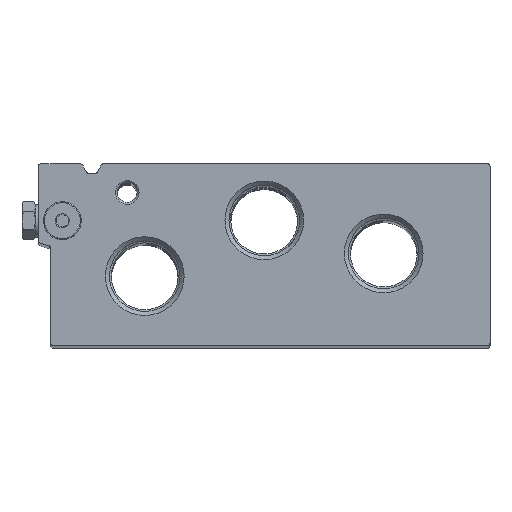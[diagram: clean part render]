
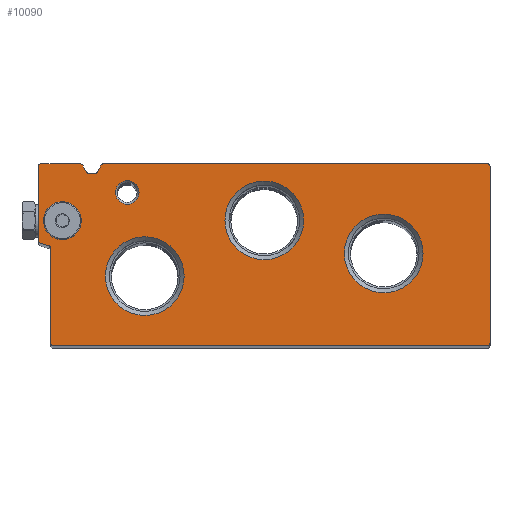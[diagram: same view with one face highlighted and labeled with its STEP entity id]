
A CAD part, top view. The second image highlights one B-rep face of the part: STEP entity #10090.
In plain terms, the highlighted face is planar.
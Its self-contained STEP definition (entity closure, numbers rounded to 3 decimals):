
#94=PLANE('',#11476);
#599=LINE('',#17225,#1137);
#604=LINE('',#17248,#1142);
#608=LINE('',#17260,#1146);
#614=LINE('',#17286,#1152);
#670=LINE('',#17466,#1208);
#674=LINE('',#17478,#1212);
#678=LINE('',#17490,#1216);
#682=LINE('',#17502,#1220);
#764=LINE('',#17942,#1302);
#1137=VECTOR('',#12676,1000.);
#1142=VECTOR('',#12697,1000.);
#1146=VECTOR('',#12709,1000.);
#1152=VECTOR('',#12737,1000.);
#1208=VECTOR('',#12865,1000.);
#1212=VECTOR('',#12877,1000.);
#1216=VECTOR('',#12889,1000.);
#1220=VECTOR('',#12901,1000.);
#1302=VECTOR('',#13263,1000.);
#2367=ORIENTED_EDGE('',*,*,#4839,.T.);
#2368=ORIENTED_EDGE('',*,*,#4840,.T.);
#2369=ORIENTED_EDGE('',*,*,#4841,.T.);
#2370=ORIENTED_EDGE('',*,*,#4842,.T.);
#2371=ORIENTED_EDGE('',*,*,#4843,.T.);
#2372=ORIENTED_EDGE('',*,*,#4471,.F.);
#2373=ORIENTED_EDGE('',*,*,#4832,.F.);
#2374=ORIENTED_EDGE('',*,*,#4829,.F.);
#2375=ORIENTED_EDGE('',*,*,#4612,.F.);
#2376=ORIENTED_EDGE('',*,*,#4609,.F.);
#2377=ORIENTED_EDGE('',*,*,#4606,.T.);
#2378=ORIENTED_EDGE('',*,*,#4603,.F.);
#2379=ORIENTED_EDGE('',*,*,#4600,.T.);
#2380=ORIENTED_EDGE('',*,*,#4597,.F.);
#2381=ORIENTED_EDGE('',*,*,#4594,.F.);
#2382=ORIENTED_EDGE('',*,*,#4591,.F.);
#2383=ORIENTED_EDGE('',*,*,#4504,.F.);
#2384=ORIENTED_EDGE('',*,*,#4501,.F.);
#2385=ORIENTED_EDGE('',*,*,#4497,.F.);
#2386=ORIENTED_EDGE('',*,*,#4494,.F.);
#2387=ORIENTED_EDGE('',*,*,#4491,.T.);
#2388=ORIENTED_EDGE('',*,*,#4488,.F.);
#2389=ORIENTED_EDGE('',*,*,#4485,.F.);
#2390=ORIENTED_EDGE('',*,*,#4482,.F.);
#2391=ORIENTED_EDGE('',*,*,#4475,.F.);
#4471=EDGE_CURVE('',#5726,#5727,#599,.T.);
#4475=EDGE_CURVE('',#5727,#5730,#6579,.T.);
#4482=EDGE_CURVE('',#5730,#5736,#604,.T.);
#4485=EDGE_CURVE('',#5736,#5738,#6585,.T.);
#4488=EDGE_CURVE('',#5738,#5740,#608,.T.);
#4491=EDGE_CURVE('',#5742,#5740,#6587,.T.);
#4494=EDGE_CURVE('',#5742,#5744,#6589,.T.);
#4497=EDGE_CURVE('',#5744,#5746,#6591,.T.);
#4501=EDGE_CURVE('',#5746,#5749,#614,.T.);
#4504=EDGE_CURVE('',#5749,#5751,#6594,.T.);
#4591=EDGE_CURVE('',#5751,#5837,#670,.T.);
#4594=EDGE_CURVE('',#5837,#5839,#6628,.T.);
#4597=EDGE_CURVE('',#5839,#5841,#674,.T.);
#4600=EDGE_CURVE('',#5843,#5841,#6630,.T.);
#4603=EDGE_CURVE('',#5843,#5845,#678,.T.);
#4606=EDGE_CURVE('',#5847,#5845,#6632,.T.);
#4609=EDGE_CURVE('',#5847,#5849,#682,.T.);
#4612=EDGE_CURVE('',#5849,#5851,#6634,.T.);
#4829=EDGE_CURVE('',#5851,#6067,#764,.T.);
#4832=EDGE_CURVE('',#6067,#5726,#6772,.T.);
#4839=EDGE_CURVE('',#6074,#6074,#6779,.T.);
#4840=EDGE_CURVE('',#6075,#6075,#6780,.T.);
#4841=EDGE_CURVE('',#6076,#6076,#6781,.T.);
#4842=EDGE_CURVE('',#6077,#6077,#6782,.T.);
#4843=EDGE_CURVE('',#6078,#6078,#6783,.T.);
#5726=VERTEX_POINT('',#17226);
#5727=VERTEX_POINT('',#17227);
#5730=VERTEX_POINT('',#17235);
#5736=VERTEX_POINT('',#17249);
#5738=VERTEX_POINT('',#17255);
#5740=VERTEX_POINT('',#17261);
#5742=VERTEX_POINT('',#17267);
#5744=VERTEX_POINT('',#17273);
#5746=VERTEX_POINT('',#17279);
#5749=VERTEX_POINT('',#17287);
#5751=VERTEX_POINT('',#17293);
#5837=VERTEX_POINT('',#17467);
#5839=VERTEX_POINT('',#17473);
#5841=VERTEX_POINT('',#17479);
#5843=VERTEX_POINT('',#17485);
#5845=VERTEX_POINT('',#17491);
#5847=VERTEX_POINT('',#17497);
#5849=VERTEX_POINT('',#17503);
#5851=VERTEX_POINT('',#17509);
#6067=VERTEX_POINT('',#17943);
#6074=VERTEX_POINT('',#17963);
#6075=VERTEX_POINT('',#17965);
#6076=VERTEX_POINT('',#17967);
#6077=VERTEX_POINT('',#17969);
#6078=VERTEX_POINT('',#17971);
#6579=CIRCLE('',#11257,0.5);
#6585=CIRCLE('',#11265,0.5);
#6587=CIRCLE('',#11269,0.5);
#6589=CIRCLE('',#11272,150.);
#6591=CIRCLE('',#11275,0.5);
#6594=CIRCLE('',#11280,0.5);
#6628=CIRCLE('',#11316,0.5);
#6630=CIRCLE('',#11320,0.5);
#6632=CIRCLE('',#11324,0.5);
#6634=CIRCLE('',#11328,0.5);
#6772=CIRCLE('',#11468,0.5);
#6779=CIRCLE('',#11477,2.5);
#6780=CIRCLE('',#11478,2.5);
#6781=CIRCLE('',#11479,8.331);
#6782=CIRCLE('',#11480,8.331);
#6783=CIRCLE('',#11481,8.331);
#7440=EDGE_LOOP('',(#2367));
#7441=EDGE_LOOP('',(#2368));
#7442=EDGE_LOOP('',(#2369));
#7443=EDGE_LOOP('',(#2370));
#7444=EDGE_LOOP('',(#2371));
#7445=EDGE_LOOP('',(#2372,#2373,#2374,#2375,#2376,#2377,#2378,#2379,#2380,
#2381,#2382,#2383,#2384,#2385,#2386,#2387,#2388,#2389,#2390,#2391));
#8770=FACE_BOUND('',#7440,.T.);
#8771=FACE_BOUND('',#7441,.T.);
#8772=FACE_BOUND('',#7442,.T.);
#8773=FACE_BOUND('',#7443,.T.);
#8774=FACE_BOUND('',#7444,.T.);
#8775=FACE_BOUND('',#7445,.T.);
#10090=ADVANCED_FACE('',(#8770,#8771,#8772,#8773,#8774,#8775),#94,.F.);
#11257=AXIS2_PLACEMENT_3D('',#17234,#12682,#12683);
#11265=AXIS2_PLACEMENT_3D('',#17254,#12702,#12703);
#11269=AXIS2_PLACEMENT_3D('',#17266,#12714,#12715);
#11272=AXIS2_PLACEMENT_3D('',#17272,#12721,#12722);
#11275=AXIS2_PLACEMENT_3D('',#17278,#12728,#12729);
#11280=AXIS2_PLACEMENT_3D('',#17292,#12742,#12743);
#11316=AXIS2_PLACEMENT_3D('',#17472,#12870,#12871);
#11320=AXIS2_PLACEMENT_3D('',#17484,#12882,#12883);
#11324=AXIS2_PLACEMENT_3D('',#17496,#12894,#12895);
#11328=AXIS2_PLACEMENT_3D('',#17508,#12906,#12907);
#11468=AXIS2_PLACEMENT_3D('',#17948,#13268,#13269);
#11476=AXIS2_PLACEMENT_3D('',#17961,#13284,#13285);
#11477=AXIS2_PLACEMENT_3D('',#17962,#13286,#13287);
#11478=AXIS2_PLACEMENT_3D('',#17964,#13288,#13289);
#11479=AXIS2_PLACEMENT_3D('',#17966,#13290,#13291);
#11480=AXIS2_PLACEMENT_3D('',#17968,#13292,#13293);
#11481=AXIS2_PLACEMENT_3D('',#17970,#13294,#13295);
#12676=DIRECTION('',(0.,-1.,0.));
#12682=DIRECTION('',(0.,0.,1.));
#12683=DIRECTION('',(1.,0.,0.));
#12697=DIRECTION('',(1.,0.,0.));
#12702=DIRECTION('',(0.,0.,1.));
#12703=DIRECTION('',(1.,0.,0.));
#12709=DIRECTION('',(0.,1.,0.));
#12714=DIRECTION('',(0.,0.,1.));
#12715=DIRECTION('',(1.,0.,0.));
#12721=DIRECTION('',(0.,0.,1.));
#12722=DIRECTION('',(1.,0.,0.));
#12728=DIRECTION('',(0.,0.,1.));
#12729=DIRECTION('',(1.,0.,0.));
#12737=DIRECTION('',(0.,1.,0.));
#12742=DIRECTION('',(0.,0.,1.));
#12743=DIRECTION('',(1.,0.,0.));
#12865=DIRECTION('',(-1.,0.,0.));
#12870=DIRECTION('',(0.,0.,1.));
#12871=DIRECTION('',(1.,0.,0.));
#12877=DIRECTION('',(-0.5,-0.866,0.));
#12882=DIRECTION('',(0.,0.,1.));
#12883=DIRECTION('',(1.,0.,0.));
#12889=DIRECTION('',(-1.,0.,0.));
#12894=DIRECTION('',(0.,0.,1.));
#12895=DIRECTION('',(1.,0.,0.));
#12901=DIRECTION('',(-0.5,0.866,0.));
#12906=DIRECTION('',(0.,0.,1.));
#12907=DIRECTION('',(1.,0.,0.));
#13263=DIRECTION('',(-1.,0.,0.));
#13268=DIRECTION('',(0.,0.,1.));
#13269=DIRECTION('',(1.,0.,0.));
#13284=DIRECTION('',(0.,0.,1.));
#13285=DIRECTION('',(1.,0.,0.));
#13286=DIRECTION('',(0.,0.,1.));
#13287=DIRECTION('',(1.,0.,0.));
#13288=DIRECTION('',(0.,0.,1.));
#13289=DIRECTION('',(1.,0.,0.));
#13290=DIRECTION('',(0.,0.,1.));
#13291=DIRECTION('',(1.,0.,0.));
#13292=DIRECTION('',(0.,0.,1.));
#13293=DIRECTION('',(1.,0.,0.));
#13294=DIRECTION('',(0.,0.,1.));
#13295=DIRECTION('',(1.,0.,0.));
#17225=CARTESIAN_POINT('',(-47.8,38.,0.));
#17226=CARTESIAN_POINT('',(-47.8,38.,0.));
#17227=CARTESIAN_POINT('',(-47.8,0.5,0.));
#17234=CARTESIAN_POINT('',(-47.3,0.5,0.));
#17235=CARTESIAN_POINT('',(-47.3,0.,0.));
#17248=CARTESIAN_POINT('',(-47.3,0.,0.));
#17249=CARTESIAN_POINT('',(44.7,0.,0.));
#17254=CARTESIAN_POINT('',(44.7,0.5,0.));
#17255=CARTESIAN_POINT('',(45.2,0.5,0.));
#17260=CARTESIAN_POINT('',(45.2,0.5,0.));
#17261=CARTESIAN_POINT('',(45.2,20.606,0.));
#17266=CARTESIAN_POINT('',(45.7,20.606,0.));
#17267=CARTESIAN_POINT('',(45.548,21.083,0.));
#17272=CARTESIAN_POINT('',(0.,164.,0.));
#17273=CARTESIAN_POINT('',(47.458,21.706,0.));
#17278=CARTESIAN_POINT('',(47.3,22.18,0.));
#17279=CARTESIAN_POINT('',(47.8,22.18,0.));
#17286=CARTESIAN_POINT('',(47.8,22.18,0.));
#17287=CARTESIAN_POINT('',(47.8,38.,0.));
#17292=CARTESIAN_POINT('',(47.3,38.,0.));
#17293=CARTESIAN_POINT('',(47.3,38.5,0.));
#17466=CARTESIAN_POINT('',(47.3,38.5,0.));
#17467=CARTESIAN_POINT('',(38.939,38.5,0.));
#17472=CARTESIAN_POINT('',(38.939,38.,0.));
#17473=CARTESIAN_POINT('',(38.506,38.25,0.));
#17478=CARTESIAN_POINT('',(38.506,38.25,0.));
#17479=CARTESIAN_POINT('',(37.582,36.65,0.));
#17484=CARTESIAN_POINT('',(37.149,36.9,0.));
#17485=CARTESIAN_POINT('',(37.149,36.4,0.));
#17490=CARTESIAN_POINT('',(37.149,36.4,0.));
#17491=CARTESIAN_POINT('',(35.851,36.4,0.));
#17496=CARTESIAN_POINT('',(35.851,36.9,0.));
#17497=CARTESIAN_POINT('',(35.418,36.65,0.));
#17502=CARTESIAN_POINT('',(35.418,36.65,0.));
#17503=CARTESIAN_POINT('',(34.494,38.25,0.));
#17508=CARTESIAN_POINT('',(34.061,38.,0.));
#17509=CARTESIAN_POINT('',(34.061,38.5,0.));
#17942=CARTESIAN_POINT('',(34.061,38.5,0.));
#17943=CARTESIAN_POINT('',(-47.3,38.5,0.));
#17948=CARTESIAN_POINT('',(-47.3,38.,0.));
#17961=CARTESIAN_POINT('',(-47.3,0.5,0.));
#17962=CARTESIAN_POINT('',(42.76,26.44,0.));
#17963=CARTESIAN_POINT('',(45.26,26.44,0.));
#17964=CARTESIAN_POINT('',(29.02,32.43,0.));
#17965=CARTESIAN_POINT('',(31.52,32.43,0.));
#17966=CARTESIAN_POINT('',(25.3,14.7,0.));
#17967=CARTESIAN_POINT('',(33.631,14.7,0.));
#17968=CARTESIAN_POINT('',(0.,26.5,0.));
#17969=CARTESIAN_POINT('',(8.331,26.5,0.));
#17970=CARTESIAN_POINT('',(-25.3,19.5,0.));
#17971=CARTESIAN_POINT('',(-16.969,19.5,0.));
